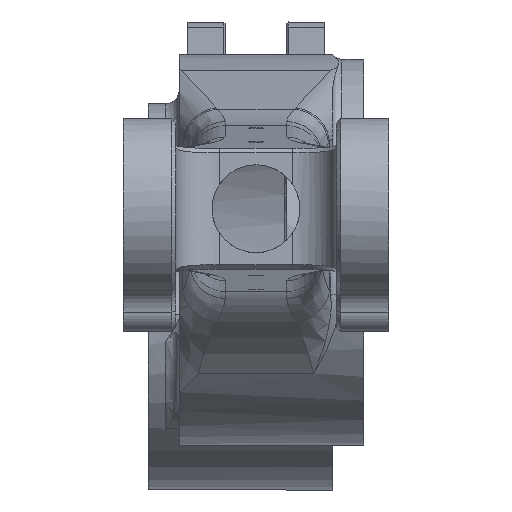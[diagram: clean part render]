
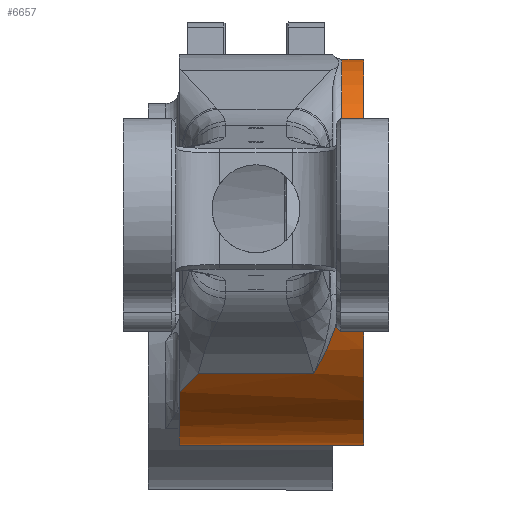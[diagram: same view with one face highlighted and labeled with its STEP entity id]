
A CAD part, front view. The second image highlights one B-rep face of the part: STEP entity #6657.
In plain terms, the highlighted cylindrical face has radius 44 mm (diameter 88 mm), a partial arc.
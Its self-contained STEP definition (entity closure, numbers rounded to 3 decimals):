
#293 = CARTESIAN_POINT ( 'NONE',  ( 19.5, -78.392, 5.557 ) ) ;
#381 = VECTOR ( 'NONE', #8888, 1000. ) ;
#571 = CARTESIAN_POINT ( 'NONE',  ( 16.106, -75.264, -32.156 ) ) ;
#638 = ORIENTED_EDGE ( 'NONE', *, *, #4288, .F. ) ;
#1083 = CARTESIAN_POINT ( 'NONE',  ( -13.151, -71.563, -37.493 ) ) ;
#1206 = CARTESIAN_POINT ( 'NONE',  ( 18.8, -80.892, -16.24 ) ) ;
#1546 = CARTESIAN_POINT ( 'NONE',  ( 19.029, -79.82, -21.051 ) ) ;
#1637 = CARTESIAN_POINT ( 'NONE',  ( 14.676, -73.496, -34.903 ) ) ;
#1638 = ORIENTED_EDGE ( 'NONE', *, *, #17586, .T. ) ;
#1739 = CARTESIAN_POINT ( 'NONE',  ( 18.986, -80.226, -19.307 ) ) ;
#2064 = DIRECTION ( 'NONE',  ( -1., 0., 0. ) ) ;
#2246 = CARTESIAN_POINT ( 'NONE',  ( -17.5, -67.668, -41.749 ) ) ;
#2620 = LINE ( 'NONE', #16034, #7916 ) ;
#3159 = CARTESIAN_POINT ( 'NONE',  ( 18.295, -78.182, -26.067 ) ) ;
#3161 = EDGE_CURVE ( 'NONE', #17523, #9687, #3748, .T. ) ;
#3245 = CARTESIAN_POINT ( 'NONE',  ( 18.799, -79.076, -23.595 ) ) ;
#3460 = CARTESIAN_POINT ( 'NONE',  ( 18.706, -81.226, -4.658 ) ) ;
#3748 =( BOUNDED_CURVE ( )  B_SPLINE_CURVE ( 3, ( #6270, #1206, #11720, #11801 ),
 .UNSPECIFIED., .F., .T. ) 
 B_SPLINE_CURVE_WITH_KNOTS ( ( 4, 4 ),
 ( 6.07, 6.283 ),
 .UNSPECIFIED. ) 
 CURVE ( )  GEOMETRIC_REPRESENTATION_ITEM ( )  RATIONAL_B_SPLINE_CURVE ( ( 1., 0.996, 0.996, 1. ) ) 
 REPRESENTATION_ITEM ( '' )  );
#3767 = CARTESIAN_POINT ( 'NONE',  ( -16.094, -69.059, -40.371 ) ) ;
#3931 = EDGE_CURVE ( 'NONE', #13852, #9220, #6348, .T. ) ;
#3961 = VERTEX_POINT ( 'NONE', #11533 ) ;
#4013 = AXIS2_PLACEMENT_3D ( 'NONE', #11473, #6289, #7542 ) ;
#4210 =( BOUNDED_CURVE ( )  B_SPLINE_CURVE ( 3, ( #6365, #3460, #8810, #10398 ),
 .UNSPECIFIED., .F., .T. ) 
 B_SPLINE_CURVE_WITH_KNOTS ( ( 4, 4 ),
 ( 0., 0.361 ),
 .UNSPECIFIED. ) 
 CURVE ( )  GEOMETRIC_REPRESENTATION_ITEM ( )  RATIONAL_B_SPLINE_CURVE ( ( 1., 0.989, 0.989, 1. ) ) 
 REPRESENTATION_ITEM ( '' )  );
#4231 = DIRECTION ( 'NONE',  ( 1., 0., 0. ) ) ;
#4288 = EDGE_CURVE ( 'NONE', #13852, #17523, #4960, .T. ) ;
#4400 = CARTESIAN_POINT ( 'NONE',  ( -17.5, -37.226, -9.98 ) ) ;
#4436 = EDGE_CURVE ( 'NONE', #10141, #3961, #12168, .T. ) ;
#4485 = CARTESIAN_POINT ( 'NONE',  ( 13.923, -72.554, -36.222 ) ) ;
#4496 = DIRECTION ( 'NONE',  ( 0., 1., 0. ) ) ;
#4785 = CARTESIAN_POINT ( 'NONE',  ( 464., -37.226, 34.02 ) ) ;
#4858 = DIRECTION ( 'NONE',  ( -1., 0., 0. ) ) ;
#4960 = B_SPLINE_CURVE_WITH_KNOTS ( 'NONE', 3,
 ( #10026, #7242, #4485, #1637, #16764, #571, #7060, #9929, #11078, #12665, #3159, #8325, #13724, #3245, #15060, #1546, #12395, #5632 ),
 .UNSPECIFIED., .F., .F.,
 ( 4, 2, 2, 2, 2, 2, 2, 2, 4 ),
 ( 0., 0.003, 0.005, 0.011, 0.013, 0.015, 0.016, 0.019, 0.021 ),
 .UNSPECIFIED. ) ;
#5145 = B_SPLINE_CURVE_WITH_KNOTS ( 'NONE', 3,
 ( #2246, #10442, #3767, #16018, #14592, #1083 ),
 .UNSPECIFIED., .F., .F.,
 ( 4, 2, 4 ),
 ( 0., 0.004, 0.007 ),
 .UNSPECIFIED. ) ;
#5632 = CARTESIAN_POINT ( 'NONE',  ( 18.986, -80.226, -19.307 ) ) ;
#5806 = CARTESIAN_POINT ( 'NONE',  ( 18.706, -81.226, -9.98 ) ) ;
#6270 = CARTESIAN_POINT ( 'NONE',  ( 18.986, -80.226, -19.307 ) ) ;
#6289 = DIRECTION ( 'NONE',  ( -1., 0., 0. ) ) ;
#6348 = LINE ( 'NONE', #10469, #16409 ) ;
#6365 = CARTESIAN_POINT ( 'NONE',  ( 18.706, -81.226, -9.98 ) ) ;
#6556 = ORIENTED_EDGE ( 'NONE', *, *, #3931, .T. ) ;
#6604 = VERTEX_POINT ( 'NONE', #14036 ) ;
#6657 = ADVANCED_FACE ( 'NONE', ( #12887 ), #8980, .T. ) ;
#6844 = CARTESIAN_POINT ( 'NONE',  ( -17.5, -37.226, -53.98 ) ) ;
#7036 = AXIS2_PLACEMENT_3D ( 'NONE', #8397, #2064, #12654 ) ;
#7060 = CARTESIAN_POINT ( 'NONE',  ( 16.759, -76.07, -30.717 ) ) ;
#7242 = CARTESIAN_POINT ( 'NONE',  ( 13.539, -72.067, -36.865 ) ) ;
#7498 = EDGE_CURVE ( 'NONE', #9687, #10032, #4210, .T. ) ;
#7509 = EDGE_CURVE ( 'NONE', #3961, #6604, #15710, .T. ) ;
#7542 = DIRECTION ( 'NONE',  ( 0., 0., -1. ) ) ;
#7823 = ORIENTED_EDGE ( 'NONE', *, *, #3161, .F. ) ;
#7916 = VECTOR ( 'NONE', #17460, 1000. ) ;
#8325 = CARTESIAN_POINT ( 'NONE',  ( 18.486, -78.494, -25.25 ) ) ;
#8397 = CARTESIAN_POINT ( 'NONE',  ( 19.5, -37.226, -9.98 ) ) ;
#8664 = CARTESIAN_POINT ( 'NONE',  ( 24.5, -37.226, -53.98 ) ) ;
#8810 = CARTESIAN_POINT ( 'NONE',  ( 18.974, -80.271, 0.578 ) ) ;
#8888 = DIRECTION ( 'NONE',  ( -1., 0., 0. ) ) ;
#8933 = DIRECTION ( 'NONE',  ( 0., 1., 0. ) ) ;
#8980 = CYLINDRICAL_SURFACE ( 'NONE', #4013, 44. ) ;
#9059 = AXIS2_PLACEMENT_3D ( 'NONE', #10449, #11601, #8933 ) ;
#9220 = VERTEX_POINT ( 'NONE', #16522 ) ;
#9439 = ORIENTED_EDGE ( 'NONE', *, *, #13788, .F. ) ;
#9687 = VERTEX_POINT ( 'NONE', #5806 ) ;
#9929 = CARTESIAN_POINT ( 'NONE',  ( 17.597, -77.173, -28.446 ) ) ;
#10026 = CARTESIAN_POINT ( 'NONE',  ( 13.151, -71.563, -37.493 ) ) ;
#10032 = VERTEX_POINT ( 'NONE', #293 ) ;
#10141 = VERTEX_POINT ( 'NONE', #8664 ) ;
#10362 = VERTEX_POINT ( 'NONE', #6844 ) ;
#10398 = CARTESIAN_POINT ( 'NONE',  ( 19.5, -78.392, 5.557 ) ) ;
#10442 = CARTESIAN_POINT ( 'NONE',  ( -16.808, -68.382, -41.066 ) ) ;
#10449 = CARTESIAN_POINT ( 'NONE',  ( 24.5, -37.226, -9.98 ) ) ;
#10469 = CARTESIAN_POINT ( 'NONE',  ( 464., -71.563, -37.493 ) ) ;
#10718 = CARTESIAN_POINT ( 'NONE',  ( -17.5, -67.668, -41.749 ) ) ;
#10881 = EDGE_CURVE ( 'NONE', #12119, #9220, #5145, .T. ) ;
#11078 = CARTESIAN_POINT ( 'NONE',  ( 17.853, -77.523, -27.67 ) ) ;
#11129 = AXIS2_PLACEMENT_3D ( 'NONE', #4400, #4231, #4496 ) ;
#11406 = CIRCLE ( 'NONE', #11129, 44. ) ;
#11473 = CARTESIAN_POINT ( 'NONE',  ( 464., -37.226, -9.98 ) ) ;
#11489 = ORIENTED_EDGE ( 'NONE', *, *, #4436, .T. ) ;
#11533 = CARTESIAN_POINT ( 'NONE',  ( 24.5, -37.226, 34.02 ) ) ;
#11601 = DIRECTION ( 'NONE',  ( -1., 0., 0. ) ) ;
#11720 = CARTESIAN_POINT ( 'NONE',  ( 18.706, -81.226, -13.119 ) ) ;
#11801 = CARTESIAN_POINT ( 'NONE',  ( 18.706, -81.226, -9.98 ) ) ;
#11845 = ORIENTED_EDGE ( 'NONE', *, *, #7498, .F. ) ;
#12119 = VERTEX_POINT ( 'NONE', #10718 ) ;
#12168 = CIRCLE ( 'NONE', #9059, 44. ) ;
#12395 = CARTESIAN_POINT ( 'NONE',  ( 19.04, -80.036, -20.186 ) ) ;
#12574 = ORIENTED_EDGE ( 'NONE', *, *, #14052, .F. ) ;
#12654 = DIRECTION ( 'NONE',  ( 0., 1., 0. ) ) ;
#12665 = CARTESIAN_POINT ( 'NONE',  ( 18.19, -78.021, -26.473 ) ) ;
#12887 = FACE_OUTER_BOUND ( 'NONE', #14956, .T. ) ;
#13450 = CARTESIAN_POINT ( 'NONE',  ( 13.151, -71.563, -37.493 ) ) ;
#13724 = CARTESIAN_POINT ( 'NONE',  ( 18.572, -78.644, -24.838 ) ) ;
#13788 = EDGE_CURVE ( 'NONE', #10141, #10362, #2620, .T. ) ;
#13852 = VERTEX_POINT ( 'NONE', #13450 ) ;
#14036 = CARTESIAN_POINT ( 'NONE',  ( 19.5, -37.226, 34.02 ) ) ;
#14052 = EDGE_CURVE ( 'NONE', #10032, #6604, #14698, .T. ) ;
#14509 = ORIENTED_EDGE ( 'NONE', *, *, #7509, .T. ) ;
#14592 = CARTESIAN_POINT ( 'NONE',  ( -13.897, -70.972, -38.231 ) ) ;
#14698 = CIRCLE ( 'NONE', #7036, 44. ) ;
#14956 = EDGE_LOOP ( 'NONE', ( #11489, #14509, #12574, #11845, #7823, #638, #6556, #17380, #1638, #9439 ) ) ;
#15060 = CARTESIAN_POINT ( 'NONE',  ( 18.909, -79.34, -22.756 ) ) ;
#15710 = LINE ( 'NONE', #4785, #381 ) ;
#16018 = CARTESIAN_POINT ( 'NONE',  ( -14.639, -70.354, -38.954 ) ) ;
#16034 = CARTESIAN_POINT ( 'NONE',  ( 464., -37.226, -53.98 ) ) ;
#16409 = VECTOR ( 'NONE', #4858, 1000. ) ;
#16522 = CARTESIAN_POINT ( 'NONE',  ( -13.151, -71.563, -37.493 ) ) ;
#16764 = CARTESIAN_POINT ( 'NONE',  ( 15.044, -73.952, -34.227 ) ) ;
#17380 = ORIENTED_EDGE ( 'NONE', *, *, #10881, .F. ) ;
#17460 = DIRECTION ( 'NONE',  ( -1., 0., 0. ) ) ;
#17523 = VERTEX_POINT ( 'NONE', #1739 ) ;
#17586 = EDGE_CURVE ( 'NONE', #12119, #10362, #11406, .T. ) ;
